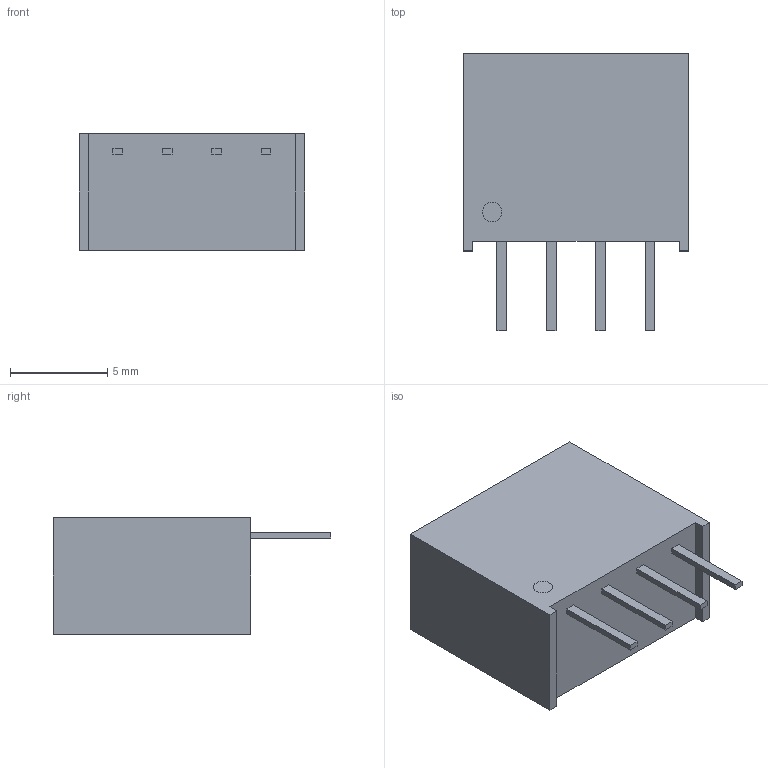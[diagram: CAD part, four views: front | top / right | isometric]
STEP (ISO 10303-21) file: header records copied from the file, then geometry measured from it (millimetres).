
FILE_DESCRIPTION (( 'STEP AP214' ), '1' );
FILE_NAME ('B0505S-1WR3.STEP', '2021-11-17T10:39:10', ( '' ), ( '' ), 'SwSTEP 2.0', 'SolidWorks 2018', '' );
FILE_SCHEMA (( 'AUTOMOTIVE_DESIGN' ));
Length unit declared in the file: millimetre
Products named in the file (2): B0505S-1WR3
Bounding box: 11.61 x 14.26 x 5.99 mm (x, y, z)
Volume: 677.5 mm3; surface area: 526.4 mm2
Topology: 2 solids, 2 shells, 37 faces, 84 edges, 56 vertices
Faces by surface type: plane 33, cylinder 4
Entity records: 1491 total; most frequent: CARTESIAN_POINT 179, DIRECTION 170, ORIENTED_EDGE 168, EDGE_CURVE 84, VECTOR 76, LINE 76, VERTEX_POINT 56, AXIS2_PLACEMENT_3D 47
